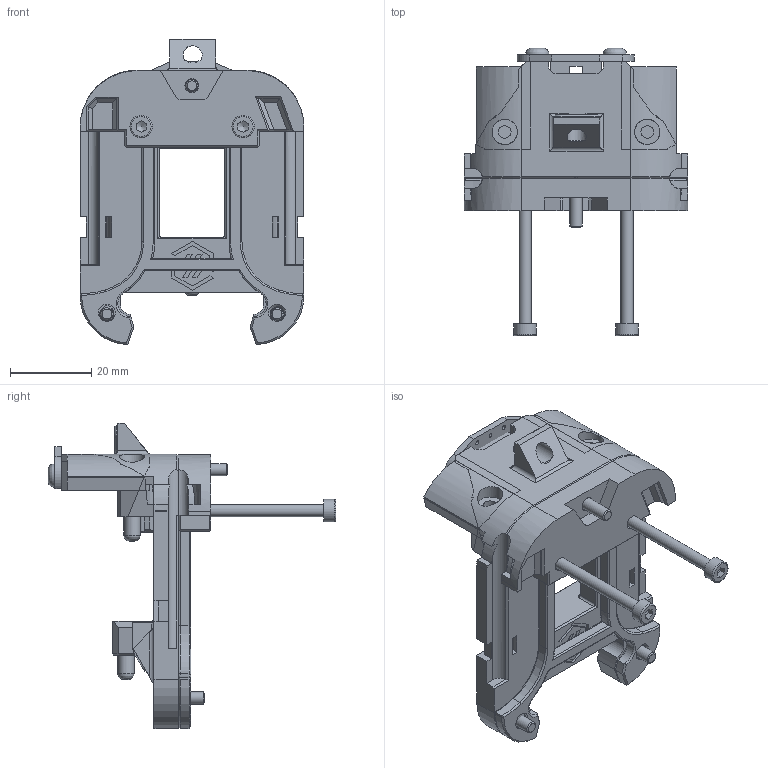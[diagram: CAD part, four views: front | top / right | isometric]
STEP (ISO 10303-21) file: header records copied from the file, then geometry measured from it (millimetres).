
FILE_DESCRIPTION(/* description */ (''),/* implementation_level */ '2;1');
FILE_NAME(/* name */ 'DragonBurner.step',/* time_stamp */ '2024-06-16T01:59:40+01:00',/* author */ (''),/* organization */ (''),/* preprocessor_version */ 'ST-DEVELOPER v20',/* originating_system */ 'Autodesk Translation Framework v13.14.0.145',/* authorisation */ '');
FILE_SCHEMA (('AUTOMOTIVE_DESIGN { 1 0 10303 214 3 1 1 }'));
Length unit declared in the file: millimetre
Products named in the file (20): DragonBurner SC V1.1R2; Backplate; Plate; Spacer; Hardware (3); 3x6mm Magnet (1) (3) (2) (1); M3x12 BHCS (2) (1) (1); M3x40 SHCS (15) (1); M3 Threaded Insert (3); M3x6 FHCS (7); M3x10 BHCS (2) (1); Hardware (2); Tap_Sensor; Board; Sensor; M3x6 BHCS (2); M3x6 FHCS (7) (1); M3x6 FHCS (7) (1) (1); Pins 4x12 Rounded; Addon (1)
Assembly tree (26 placements, depth 4):
  DragonBurner SC V1.1R2
    Backplate
      Plate
      Spacer
      Hardware (3)
        3x6mm Magnet (1) (3) (2) (1)
        M3x40 SHCS (15) (1)  x2
        M3x10 BHCS (2) (1)  x2
        M3x6 FHCS (7)  x2
        M3x12 BHCS (2) (1) (1)
        M3 Threaded Insert (3)  x2
    Hardware (2)
      Pins 4x12 Rounded  x3
      Tap_Sensor
        Board
        Sensor
        M3x6 BHCS (2)  x2
      M3x6 FHCS (7) (1)
      M3x6 FHCS (7) (1) (1)
    Addon (1)
Bounding box: 55 x 70.63 x 74.93 mm (x, y, z)
Volume: 37879.9 mm3; surface area: 23899.2 mm2
Topology: 24 solids, 24 shells, 1051 faces, 2784 edges, 1818 vertices
Faces by surface type: plane 545, cylinder 223, bspline 178, cone 84, torus 21
Full cylindrical faces by diameter (mm): 0.87 x5, 1 x3, 2.7 x2, 2.8 x4, 2.9 x2, 3 x13, 3.1 x5, 3.2 x2, 3.4 x3, 3.5 x4, 4 x3, 4.1 x2, 4.25 x4, 4.7 x3, 5.5 x2, 5.54 x4, 5.7 x5, 6 x1, 6.1 x1, 6.2 x4, 6.3 x3
Entity records: 32926 total; most frequent: CARTESIAN_POINT 11496, ORIENTED_EDGE 4510, DIRECTION 4072, EDGE_CURVE 2255, VERTEX_POINT 1472, LINE 1384, VECTOR 1384, AXIS2_PLACEMENT_3D 1344
